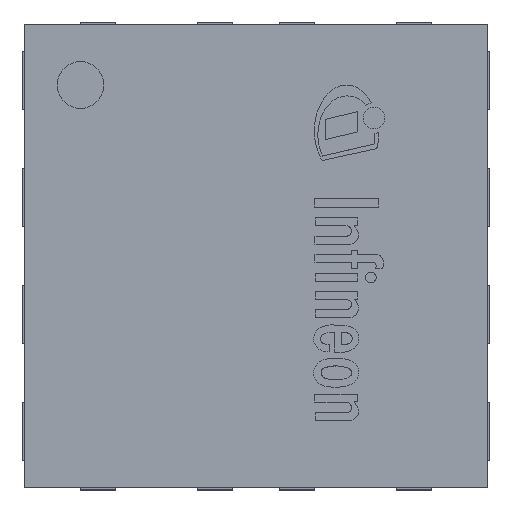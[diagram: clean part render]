
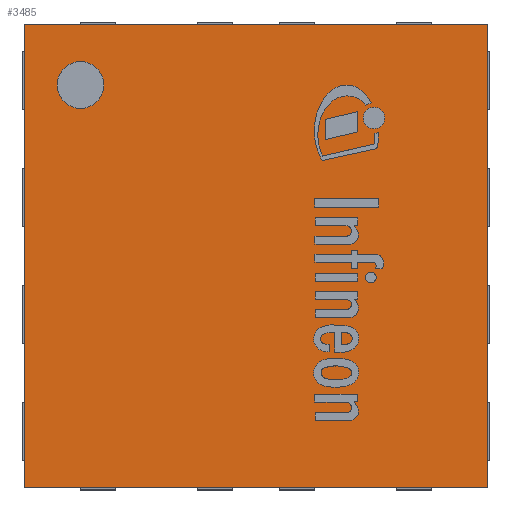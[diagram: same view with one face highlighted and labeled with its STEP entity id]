
A CAD part, top view. The second image highlights one B-rep face of the part: STEP entity #3485.
In plain terms, the highlighted planar face has unit normal (0, 0, 1).
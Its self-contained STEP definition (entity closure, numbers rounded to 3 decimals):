
#129=LINE('',#4867,#564);
#133=LINE('',#4875,#568);
#136=LINE('',#4881,#571);
#139=LINE('',#4886,#574);
#564=VECTOR('',#3976,1.);
#568=VECTOR('',#3982,1.);
#571=VECTOR('',#3987,1.);
#574=VECTOR('',#3992,1.);
#1005=PLANE('',#3745);
#1201=FACE_BOUND('',#1444,.T.);
#1216=FACE_OUTER_BOUND('',#1443,.T.);
#1443=EDGE_LOOP('',(#2522,#2523,#2524,#2525));
#1444=EDGE_LOOP('',(#2526));
#1670=CIRCLE('',#3737,0.1);
#1688=VERTEX_POINT('',#4859);
#1690=VERTEX_POINT('',#4865);
#1691=VERTEX_POINT('',#4866);
#1694=VERTEX_POINT('',#4874);
#1696=VERTEX_POINT('',#4880);
#2014=EDGE_CURVE('',#1688,#1688,#1670,.T.);
#2016=EDGE_CURVE('',#1690,#1691,#129,.T.);
#2020=EDGE_CURVE('',#1694,#1690,#133,.T.);
#2023=EDGE_CURVE('',#1696,#1694,#136,.T.);
#2026=EDGE_CURVE('',#1691,#1696,#139,.T.);
#2522=ORIENTED_EDGE('',*,*,#2026,.F.);
#2523=ORIENTED_EDGE('',*,*,#2016,.F.);
#2524=ORIENTED_EDGE('',*,*,#2020,.F.);
#2525=ORIENTED_EDGE('',*,*,#2023,.F.);
#2526=ORIENTED_EDGE('',*,*,#2014,.T.);
#3485=ADVANCED_FACE('',(#1216,#1201),#1005,.T.);
#3737=AXIS2_PLACEMENT_3D('',#4860,#3968,#3969);
#3745=AXIS2_PLACEMENT_3D('',#4889,#3996,#3997);
#3968=DIRECTION('center_axis',(0.,0.,-1.));
#3969=DIRECTION('ref_axis',(0.,1.,0.));
#3976=DIRECTION('',(1.,0.,0.));
#3982=DIRECTION('',(0.,1.,0.));
#3987=DIRECTION('',(-1.,0.,0.));
#3992=DIRECTION('',(0.,-1.,0.));
#3996=DIRECTION('center_axis',(0.,0.,1.));
#3997=DIRECTION('ref_axis',(0.,-1.,0.));
#4859=CARTESIAN_POINT('',(-0.75,0.63,0.6));
#4860=CARTESIAN_POINT('Origin',(-0.75,0.73,0.6));
#4865=CARTESIAN_POINT('',(-0.99,0.99,0.6));
#4866=CARTESIAN_POINT('',(0.99,0.99,0.6));
#4867=CARTESIAN_POINT('',(-0.99,0.99,0.6));
#4874=CARTESIAN_POINT('',(-0.99,-0.99,0.6));
#4875=CARTESIAN_POINT('',(-0.99,-0.99,0.6));
#4880=CARTESIAN_POINT('',(0.99,-0.99,0.6));
#4881=CARTESIAN_POINT('',(0.99,-0.99,0.6));
#4886=CARTESIAN_POINT('',(0.99,0.99,0.6));
#4889=CARTESIAN_POINT('Origin',(0.,0.,0.6));
